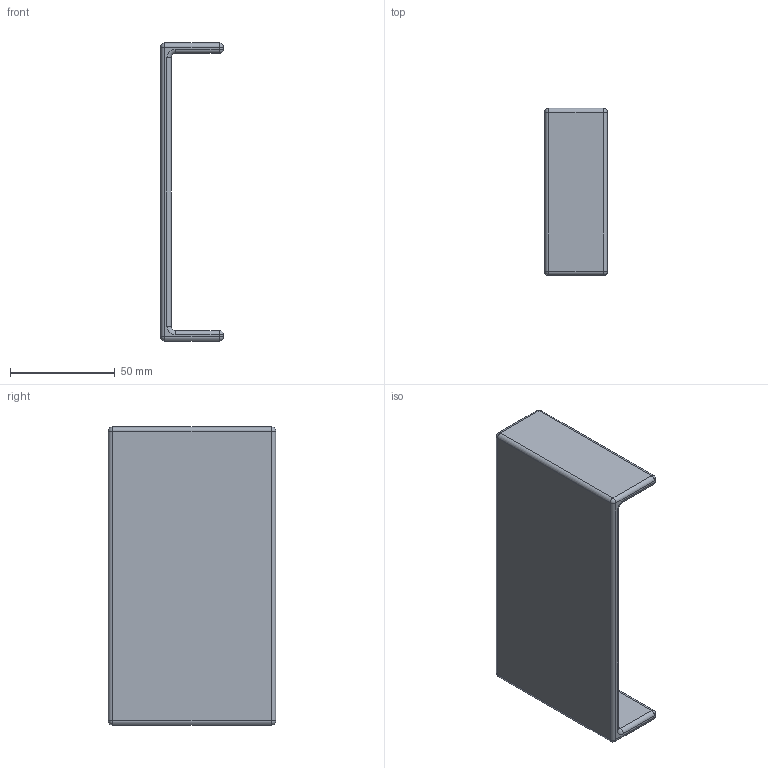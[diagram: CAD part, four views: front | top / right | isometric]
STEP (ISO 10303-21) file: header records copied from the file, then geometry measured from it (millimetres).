
FILE_DESCRIPTION(('Open CASCADE Model'),'2;1');
FILE_NAME('Open CASCADE Shape Model','2025-07-23T09:23:00',('Author'),( 'Open CASCADE'),'Open CASCADE STEP processor 7.7','Open CASCADE 7.7' ,'Unknown');
FILE_SCHEMA(('AUTOMOTIVE_DESIGN { 1 0 10303 214 1 1 1 1 }'));
Length unit declared in the file: millimetre
Products named in the file (5): a0ad3dec-67a6-11f0-8ec7-065ea4f38ea3; Main Bracket; Main Bracket_part; Front Face; Front Face_part
Assembly tree (4 placements, depth 3):
  a0ad3dec-67a6-11f0-8ec7-065ea4f38ea3
    Main Bracket
      Main Bracket_part
    Front Face
      Front Face_part
Bounding box: 30 x 80 x 142.5 mm (x, y, z)
Volume: 76063.8 mm3; surface area: 32450.8 mm2
Topology: 1 solids, 3 shells, 52 faces, 120 edges, 60 vertices
Faces by surface type: cylinder 24, plane 12, sphere 12, torus 4
Entity records: 2759 total; most frequent: CARTESIAN_POINT 521, DIRECTION 414, ORIENTED_EDGE 208, PCURVE 208, DEFINITIONAL_REPRESENTATION 208, LINE 196, VECTOR 196, AXIS2_PLACEMENT_3D 109
